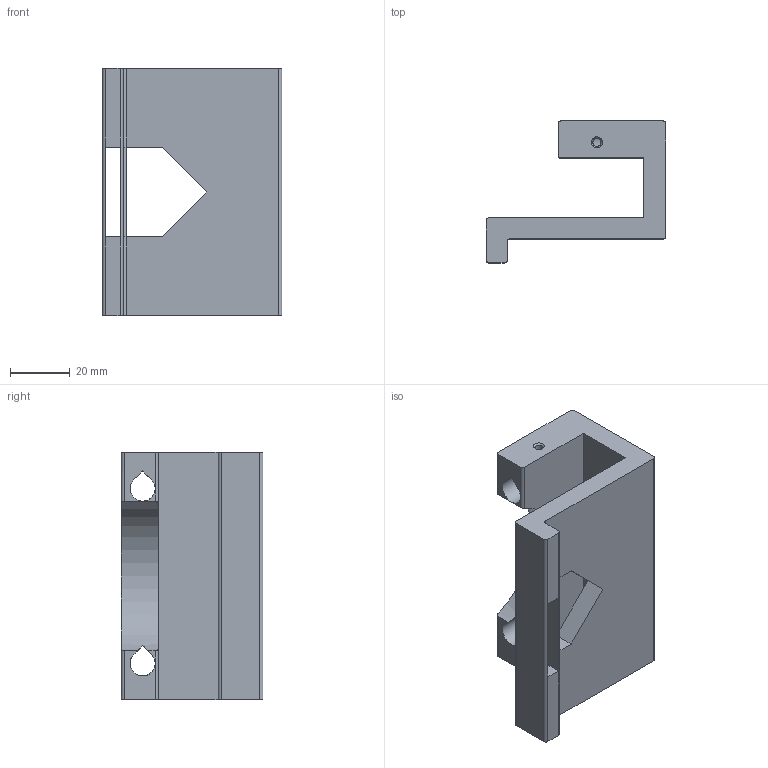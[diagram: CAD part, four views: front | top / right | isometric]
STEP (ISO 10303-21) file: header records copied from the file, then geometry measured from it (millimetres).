
FILE_DESCRIPTION(/* description */ (''),/* implementation_level */ '2;1');
FILE_NAME(/* name */ 'Ryobi PCL424 Cordless Trim Router Adjustable Fence.step',/* time_stamp */ '2024-09-28T18:49:25-05:00',/* author */ (''),/* organization */ (''),/* preprocessor_version */ 'ST-DEVELOPER v20',/* originating_system */ 'Autodesk Translation Framework v13.20.0.188',/* authorisation */ '');
FILE_SCHEMA (('AUTOMOTIVE_DESIGN { 1 0 10303 214 3 1 1 }'));
Length unit declared in the file: millimetre
Products named in the file (1): Ryobi PCL424 Cordless Trim Router Adjustable Fence
Bounding box: 60 x 47.4 x 82.8 mm (x, y, z)
Volume: 69387.4 mm3; surface area: 25087.5 mm2
Topology: 1 solids, 1 shells, 43 faces, 132 edges, 84 vertices
Faces by surface type: plane 26, cylinder 15, cone 2
Full cylindrical faces by diameter (mm): 2.7 x2
Entity records: 1584 total; most frequent: CARTESIAN_POINT 330, ORIENTED_EDGE 264, DIRECTION 246, EDGE_CURVE 132, LINE 94, VECTOR 94, VERTEX_POINT 84, AXIS2_PLACEMENT_3D 76
